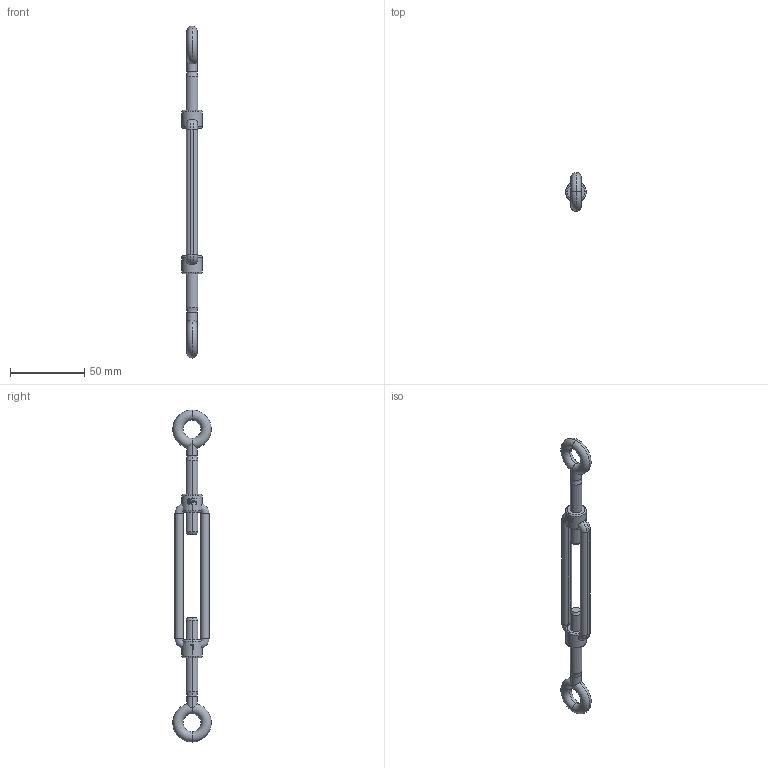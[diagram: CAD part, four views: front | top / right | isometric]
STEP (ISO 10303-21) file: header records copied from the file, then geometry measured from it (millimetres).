
FILE_DESCRIPTION (( 'STEP AP203' ), '1' );
FILE_NAME ('100042008.STEP', '2018-06-14T08:15:53', ( '' ), ( '' ), 'SwSTEP 2.0', 'SolidWorks 2015', '' );
FILE_SCHEMA (( 'CONFIG_CONTROL_DESIGN' ));
Length unit declared in the file: millimetre
Products named in the file (4): 100042008; 10004200X Teil2_100042008 Teil2; 10004200X Teil3_100042008 Teil3; 10004200X Teil1_100042008 Teil1
Assembly tree (3 placements, depth 2):
  100042008
    10004200X Teil1_100042008 Teil1
    10004200X Teil2_100042008 Teil2
    10004200X Teil3_100042008 Teil3
Bounding box: 14 x 25.96 x 224 mm (x, y, z)
Volume: 19526.1 mm3; surface area: 11311 mm2
Topology: 3 solids, 3 shells, 343 faces, 884 edges, 572 vertices
Faces by surface type: bspline 140, plane 128, cylinder 33, torus 30, cone 12
Entity records: 20654 total; most frequent: CARTESIAN_POINT 12869, ORIENTED_EDGE 1768, DIRECTION 1081, EDGE_CURVE 884, VERTEX_POINT 572, LINE 415, VECTOR 415, EDGE_LOOP 378
